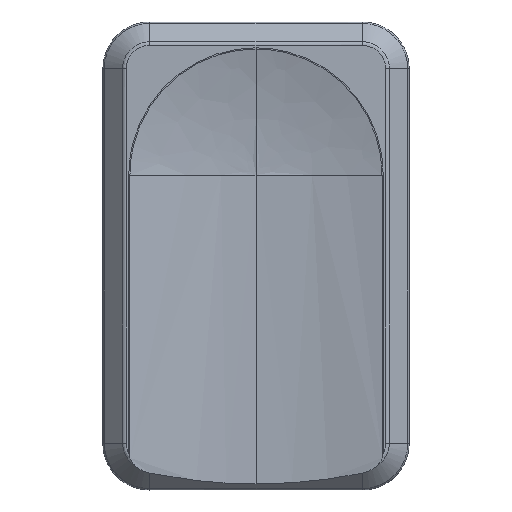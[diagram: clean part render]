
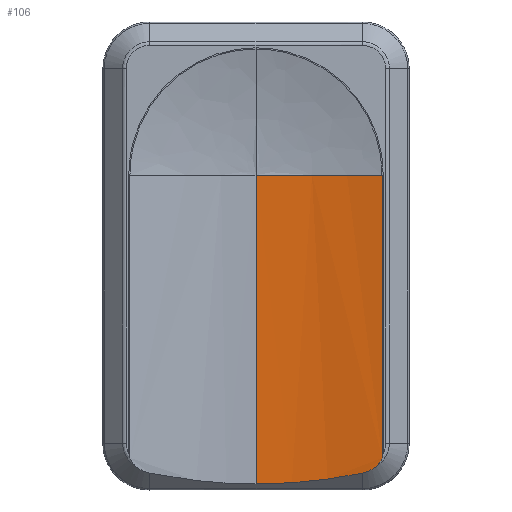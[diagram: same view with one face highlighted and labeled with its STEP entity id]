
A CAD part, top view. The second image highlights one B-rep face of the part: STEP entity #106.
In plain terms, the highlighted free-form (B-spline) face has degree [1, 2] with [2, 3] control points.
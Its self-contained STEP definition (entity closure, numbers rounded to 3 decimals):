
#106=ADVANCED_FACE('',(#196),#1295,.T.);
#196=FACE_OUTER_BOUND('',#289,.T.);
#289=EDGE_LOOP('',(#691,#692,#693,#694,#695,#696));
#691=ORIENTED_EDGE('',*,*,#807,.T.);
#692=ORIENTED_EDGE('',*,*,#854,.T.);
#693=ORIENTED_EDGE('',*,*,#855,.T.);
#694=ORIENTED_EDGE('',*,*,#903,.T.);
#695=ORIENTED_EDGE('',*,*,#846,.F.);
#696=ORIENTED_EDGE('',*,*,#899,.T.);
#807=EDGE_CURVE('',#1223,#1224,#1073,.T.);
#846=EDGE_CURVE('',#1205,#1208,#964,.T.);
#854=EDGE_CURVE('',#1224,#1226,#1088,.T.);
#855=EDGE_CURVE('',#1226,#1229,#1089,.T.);
#899=EDGE_CURVE('',#1205,#1223,#995,.T.);
#903=EDGE_CURVE('',#1229,#1208,#997,.T.);
#964=(
BOUNDED_CURVE()
B_SPLINE_CURVE(2,(#2361,#2362,#2363),.UNSPECIFIED.,.F.,.F.)
B_SPLINE_CURVE_WITH_KNOTS((3,3),(-7.517,-0.092),
 .UNSPECIFIED.)
CURVE()
GEOMETRIC_REPRESENTATION_ITEM()
RATIONAL_B_SPLINE_CURVE((1.,1.,1.))
REPRESENTATION_ITEM('')
);
#995=(
BOUNDED_CURVE()
B_SPLINE_CURVE(1,(#2573,#2574),.UNSPECIFIED.,.F.,.F.)
B_SPLINE_CURVE_WITH_KNOTS((2,2),(-1.,-0.128),.UNSPECIFIED.)
CURVE()
GEOMETRIC_REPRESENTATION_ITEM()
RATIONAL_B_SPLINE_CURVE((1.,1.))
REPRESENTATION_ITEM('')
);
#997=(
BOUNDED_CURVE()
B_SPLINE_CURVE(1,(#2585,#2586),.UNSPECIFIED.,.F.,.F.)
B_SPLINE_CURVE_WITH_KNOTS((2,2),(0.201,1.),.UNSPECIFIED.)
CURVE()
GEOMETRIC_REPRESENTATION_ITEM()
RATIONAL_B_SPLINE_CURVE((1.,1.))
REPRESENTATION_ITEM('')
);
#1073=B_SPLINE_CURVE_WITH_KNOTS('',3,(#2246,#2247,#2248,#2249,#2250,#2251,
#2252,#2253),.UNSPECIFIED.,.F.,.F.,(4,2,2,4),(0.,1.888,3.775,
6.339),.UNSPECIFIED.);
#1088=B_SPLINE_CURVE_WITH_KNOTS('',3,(#2386,#2387,#2388,#2389),
 .UNSPECIFIED.,.F.,.F.,(4,4),(0.,0.953),.UNSPECIFIED.);
#1089=B_SPLINE_CURVE_WITH_KNOTS('',3,(#2390,#2391,#2392,#2393,#2394,#2395,
#2396),.UNSPECIFIED.,.F.,.F.,(4,3,4),(0.,0.39,0.613),
 .UNSPECIFIED.);
#1205=VERTEX_POINT('',#1897);
#1208=VERTEX_POINT('',#1900);
#1223=VERTEX_POINT('',#1915);
#1224=VERTEX_POINT('',#1916);
#1226=VERTEX_POINT('',#1918);
#1229=VERTEX_POINT('',#1921);
#1295=(
BOUNDED_SURFACE()
B_SPLINE_SURFACE(1,2,((#1796,#1797,#1798),(#1799,#1800,#1801)),
 .UNSPECIFIED.,.F.,.F.,.F.)
B_SPLINE_SURFACE_WITH_KNOTS((2,2),(3,3),(0.,1.),(0.092,7.517),
 .UNSPECIFIED.)
GEOMETRIC_REPRESENTATION_ITEM()
RATIONAL_B_SPLINE_SURFACE(((1.,1.,1.),(1.,1.,1.)))
REPRESENTATION_ITEM('')
SURFACE()
);
#1796=CARTESIAN_POINT('',(-32.667,6.028,9.442));
#1797=CARTESIAN_POINT('',(-36.372,6.028,8.55));
#1798=CARTESIAN_POINT('',(-40.076,6.028,8.55));
#1799=CARTESIAN_POINT('',(-32.667,26.833,9.442));
#1800=CARTESIAN_POINT('',(-36.372,26.833,8.55));
#1801=CARTESIAN_POINT('',(-40.076,26.833,8.55));
#1897=CARTESIAN_POINT('',(-40.076,26.833,8.55));
#1900=CARTESIAN_POINT('',(-32.667,26.833,9.442));
#1915=CARTESIAN_POINT('',(-40.076,8.683,8.55));
#1916=CARTESIAN_POINT('',(-33.826,9.317,9.185));
#1918=CARTESIAN_POINT('',(-33.006,9.723,9.362));
#1921=CARTESIAN_POINT('',(-32.667,10.217,9.442));
#2246=CARTESIAN_POINT('',(-40.076,8.683,8.55));
#2247=CARTESIAN_POINT('',(-39.446,8.683,8.55));
#2248=CARTESIAN_POINT('',(-38.818,8.702,8.569));
#2249=CARTESIAN_POINT('',(-37.564,8.779,8.646));
#2250=CARTESIAN_POINT('',(-36.94,8.836,8.704));
#2251=CARTESIAN_POINT('',(-35.477,9.015,8.882));
#2252=CARTESIAN_POINT('',(-34.646,9.151,9.018));
#2253=CARTESIAN_POINT('',(-33.826,9.317,9.185));
#2361=CARTESIAN_POINT('',(-40.076,26.833,8.55));
#2362=CARTESIAN_POINT('',(-36.372,26.833,8.55));
#2363=CARTESIAN_POINT('',(-32.667,26.833,9.442));
#2386=CARTESIAN_POINT('',(-33.826,9.317,9.185));
#2387=CARTESIAN_POINT('',(-33.523,9.379,9.246));
#2388=CARTESIAN_POINT('',(-33.24,9.519,9.308));
#2389=CARTESIAN_POINT('',(-33.006,9.723,9.362));
#2390=CARTESIAN_POINT('',(-33.006,9.723,9.362));
#2391=CARTESIAN_POINT('',(-32.91,9.807,9.384));
#2392=CARTESIAN_POINT('',(-32.826,9.906,9.404));
#2393=CARTESIAN_POINT('',(-32.76,10.017,9.42));
#2394=CARTESIAN_POINT('',(-32.723,10.079,9.428));
#2395=CARTESIAN_POINT('',(-32.691,10.148,9.436));
#2396=CARTESIAN_POINT('',(-32.667,10.217,9.442));
#2573=CARTESIAN_POINT('',(-40.076,26.833,8.55));
#2574=CARTESIAN_POINT('',(-40.076,8.683,8.55));
#2585=CARTESIAN_POINT('',(-32.667,10.217,9.442));
#2586=CARTESIAN_POINT('',(-32.667,26.833,9.442));
